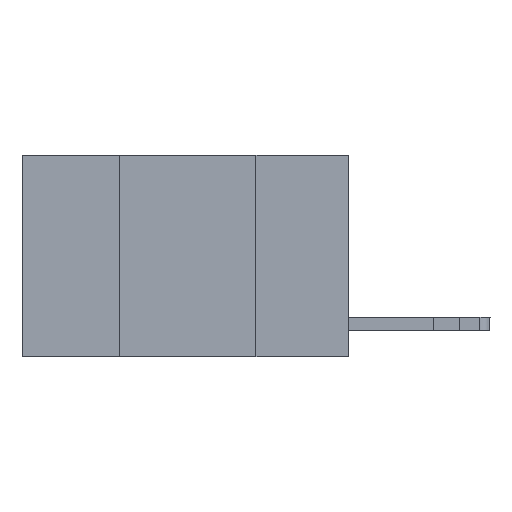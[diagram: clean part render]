
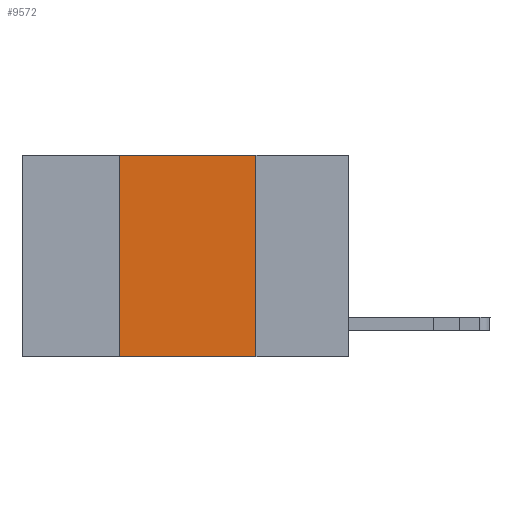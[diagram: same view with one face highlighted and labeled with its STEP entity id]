
A CAD part, left-side view. The second image highlights one B-rep face of the part: STEP entity #9572.
In plain terms, the highlighted planar face has unit normal (-1, 0, 0).
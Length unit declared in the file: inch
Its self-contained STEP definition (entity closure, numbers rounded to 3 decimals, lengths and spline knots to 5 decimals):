
#189 = EDGE_CURVE ( 'NONE', #5306, #22273, #1290, .T. ) ;
#640 = PLANE ( 'NONE',  #8856 ) ;
#881 = CARTESIAN_POINT ( 'NONE',  ( 0., 0.17, 0. ) ) ;
#1170 = EDGE_LOOP ( 'NONE', ( #13194, #17206, #6228, #1602 ) ) ;
#1259 = CARTESIAN_POINT ( 'NONE',  ( 0., 0.6, 0. ) ) ;
#1290 = LINE ( 'NONE', #10238, #10718 ) ;
#1417 = DIRECTION ( 'NONE',  ( 0., 0., 1. ) ) ;
#1602 = ORIENTED_EDGE ( 'NONE', *, *, #4963, .T. ) ;
#2049 = EDGE_CURVE ( 'NONE', #22273, #3170, #12245, .T. ) ;
#2543 = LINE ( 'NONE', #4523, #16733 ) ;
#3170 = VERTEX_POINT ( 'NONE', #881 ) ;
#4188 = DIRECTION ( 'NONE',  ( 0., 0., -1. ) ) ;
#4523 = CARTESIAN_POINT ( 'NONE',  ( 0., 0.17, 0. ) ) ;
#4963 = EDGE_CURVE ( 'NONE', #5306, #5925, #6887, .T. ) ;
#5306 = VERTEX_POINT ( 'NONE', #6816 ) ;
#5925 = VERTEX_POINT ( 'NONE', #12089 ) ;
#6228 = ORIENTED_EDGE ( 'NONE', *, *, #189, .F. ) ;
#6282 = DIRECTION ( 'NONE',  ( 0., 0., -1. ) ) ;
#6816 = CARTESIAN_POINT ( 'NONE',  ( 0., 0.42, -0.37 ) ) ;
#6887 = LINE ( 'NONE', #16566, #21075 ) ;
#8520 = FACE_OUTER_BOUND ( 'NONE', #1170, .T. ) ;
#8856 = AXIS2_PLACEMENT_3D ( 'NONE', #13055, #14837, #4188 ) ;
#9478 = DIRECTION ( 'NONE',  ( 0., -1., 0. ) ) ;
#9572 = ADVANCED_FACE ( 'NONE', ( #8520 ), #640, .F. ) ;
#10238 = CARTESIAN_POINT ( 'NONE',  ( 0., 0.42, 0. ) ) ;
#10718 = VECTOR ( 'NONE', #1417, 39.37008 ) ;
#12089 = CARTESIAN_POINT ( 'NONE',  ( 0., 0.17, -0.37 ) ) ;
#12245 = LINE ( 'NONE', #1259, #15297 ) ;
#12264 = EDGE_CURVE ( 'NONE', #3170, #5925, #2543, .T. ) ;
#13055 = CARTESIAN_POINT ( 'NONE',  ( 0., 0.6, 0. ) ) ;
#13194 = ORIENTED_EDGE ( 'NONE', *, *, #12264, .F. ) ;
#13672 = DIRECTION ( 'NONE',  ( 0., -1., 0. ) ) ;
#14837 = DIRECTION ( 'NONE',  ( 1., 0., 0. ) ) ;
#15297 = VECTOR ( 'NONE', #13672, 39.37008 ) ;
#16566 = CARTESIAN_POINT ( 'NONE',  ( 0., 0.6, -0.37 ) ) ;
#16733 = VECTOR ( 'NONE', #6282, 39.37008 ) ;
#17206 = ORIENTED_EDGE ( 'NONE', *, *, #2049, .F. ) ;
#21075 = VECTOR ( 'NONE', #9478, 39.37008 ) ;
#22273 = VERTEX_POINT ( 'NONE', #22634 ) ;
#22634 = CARTESIAN_POINT ( 'NONE',  ( 0., 0.42, 0. ) ) ;
